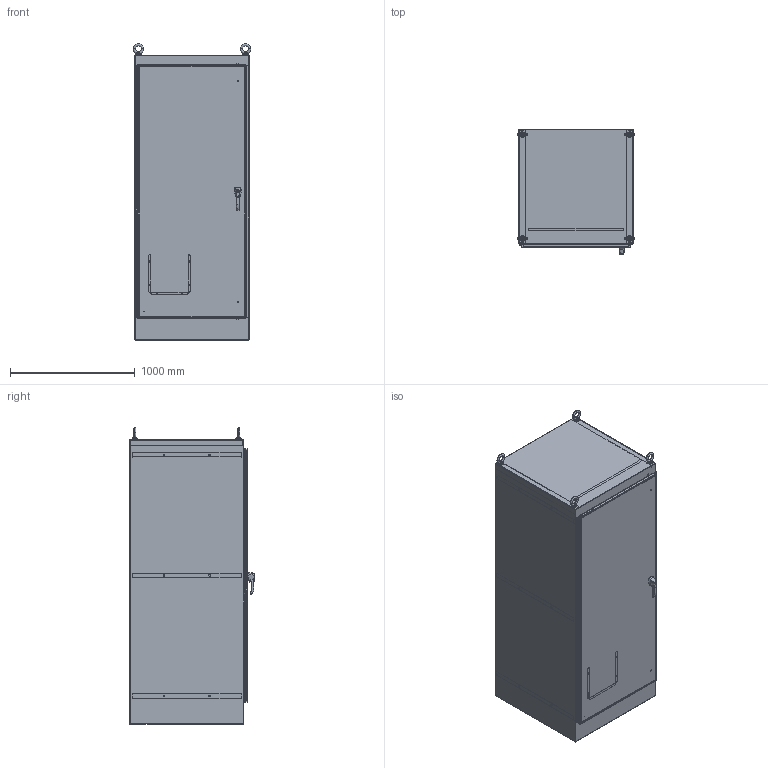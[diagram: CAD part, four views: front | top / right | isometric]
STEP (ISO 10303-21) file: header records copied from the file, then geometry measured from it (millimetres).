
FILE_DESCRIPTION (( 'STEP AP203' ), '1' );
FILE_NAME ('1418YY36_Default.step', '2019-11-03T00:46:01', ( '' ), ( '' ), 'SwSTEP 2.0', 'SolidWorks 2019', '' );
FILE_SCHEMA (( 'CONFIG_CONTROL_DESIGN' ));
Products named in the file (1): 1418YY36_Default
Bounding box: 942.81 x 999.79 x 2380.31 mm (x, y, z)
Volume: 28462242.2 mm3; surface area: 23522303.9 mm2
Topology: 63 solids, 64 shells, 2906 faces, 7903 edges, 5122 vertices
Faces by surface type: cylinder 1442, plane 1237, bspline 105, cone 90, torus 32
Entity records: 111890 total; most frequent: CARTESIAN_POINT 37021, DIRECTION 15907, ORIENTED_EDGE 15758, EDGE_CURVE 7879, AXIS2_PLACEMENT_3D 5760, VERTEX_POINT 5122, VECTOR 4387, LINE 4387
